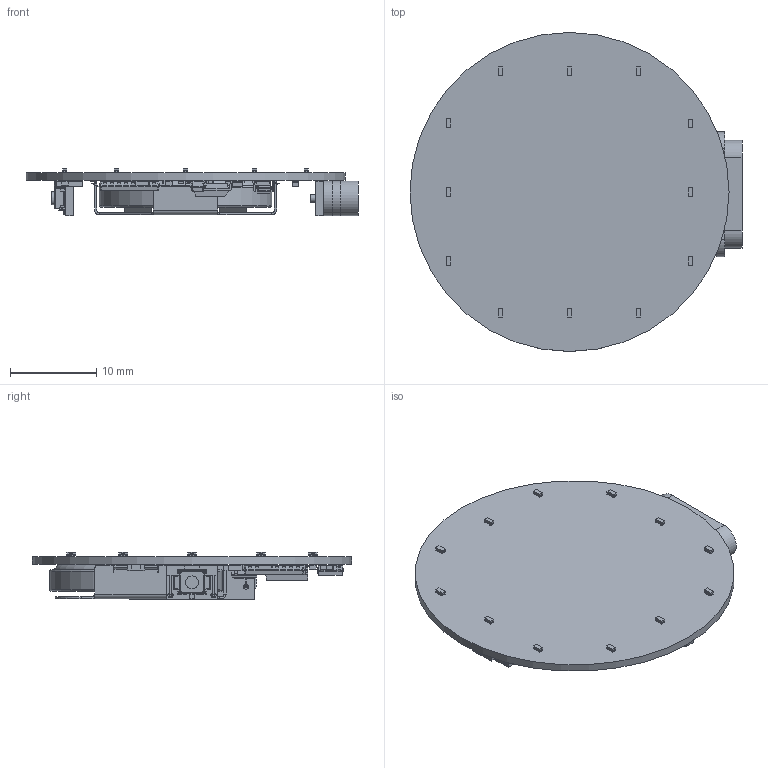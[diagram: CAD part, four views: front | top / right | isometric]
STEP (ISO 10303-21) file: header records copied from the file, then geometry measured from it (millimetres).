
FILE_DESCRIPTION(('KiCad electronic assembly'),'2;1');
FILE_NAME('Complete v3.0.step','2025-09-21T12:53:57',('Pcbnew'),('Kicad' ),'Open CASCADE STEP processor 7.8','KiCad to STEP converter', 'Unknown');
FILE_SCHEMA(('AUTOMOTIVE_DESIGN { 1 0 10303 214 1 1 1 1 }'));
Length unit declared in the file: millimetre
Products named in the file (57): Complete v3.0 1; WL-SMCC_0402; Body; Contact; Linse; button_board; Button_Breakout_copper; Button_Breakout_pad; Button_Breakout_via; Button_Breakout_silkscreen; Button_Breakout_PCB; B3U-1100P; SOT-23; D_SOD-523; MCP73832T-2ACI_OT; POGO2_Female; POGO_board; Pogo_Breakout_copper; Pogo_Breakout_via; Pogo_Breakout_PCB; RN73H1JTTD5052F50; BAT-HLD-003-SMT_CUT; LIR2032; RMCF0603FT300K; GRM21BC81E106ME51K; RC0201FR-074K7L; RC1206FR-07120KL; DS3231MZ_; TQFP-32_7x7mm_P0.8mm; TPS7A0230PDBVR; BODY-SOT; LEAD-SOT; LEAD-DUMMY; Complete v3.0_PCB
Assembly tree (77 placements, depth 3):
  Complete v3.0 1
    WL-SMCC_0402  x12
      Body
      Body
      Body
      Body
      Body
      Body
      Body
      Body
      Body
      Contact
      Contact
      Contact
      Contact
      Contact
      Contact
      Contact
      Contact
      Linse
      Linse
      Linse
      Linse
      Linse
      Linse
      Linse
      Linse
      Linse
    button_board
      Button_Breakout_copper
      Button_Breakout_pad
      Button_Breakout_via
      Button_Breakout_silkscreen
      Button_Breakout_PCB
    B3U-1100P
    SOT-23
    D_SOD-523  x2
    MCP73832T-2ACI_OT
    POGO2_Female
    POGO_board
      Pogo_Breakout_copper
      Pogo_Breakout_via
      Pogo_Breakout_PCB
    RN73H1JTTD5052F50  x3
    BAT-HLD-003-SMT_CUT
    LIR2032
    RMCF0603FT300K  x2
    GRM21BC81E106ME51K  x2
    RC0201FR-074K7L  x2
    RC1206FR-07120KL
    DS3231MZ_
    TQFP-32_7x7mm_P0.8mm
    TPS7A0230PDBVR
      BODY-SOT
      LEAD-SOT  x5
      LEAD-DUMMY
    Complete v3.0_PCB
Bounding box: 38.5 x 37 x 5.48 mm (x, y, z)
Volume: 2434.7 mm3; surface area: 5108.5 mm2
Topology: 407 solids, 411 shells, 4844 faces, 11656 edges, 7639 vertices
Faces by surface type: plane 3887, cylinder 816, bspline 111, sphere 24, torus 6
Full cylindrical faces by diameter (mm): 0.25 x4, 0.3 x16, 0.5 x1, 0.95 x2, 1 x8, 1.25 x2, 37 x1
Entity records: 65790 total; most frequent: CARTESIAN_POINT 13400, ORIENTED_EDGE 9277, DIRECTION 9052, EDGE_CURVE 4652, LINE 3662, VECTOR 3662, VERTEX_POINT 2995, AXIS2_PLACEMENT_3D 2695
